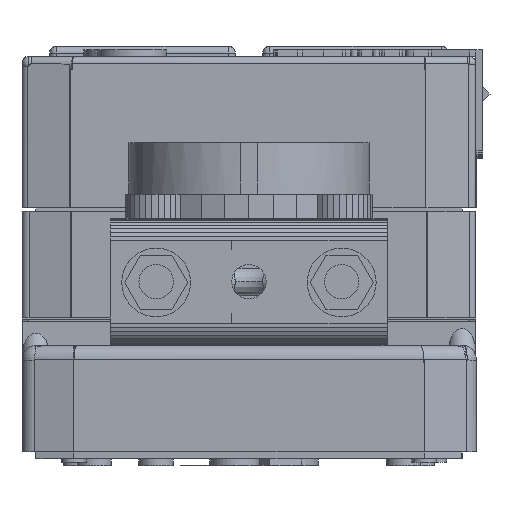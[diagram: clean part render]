
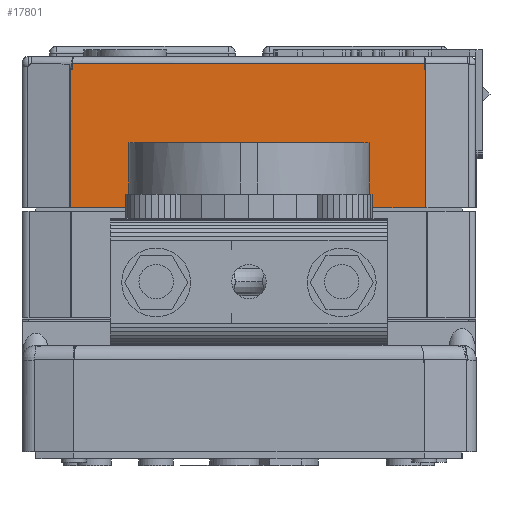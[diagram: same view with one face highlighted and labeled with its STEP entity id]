
A CAD part, left-side view. The second image highlights one B-rep face of the part: STEP entity #17801.
In plain terms, the highlighted planar face has unit normal (-1, 0, 0).
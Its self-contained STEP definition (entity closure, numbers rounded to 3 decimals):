
#6975=EDGE_CURVE('',#7085,#13641,#20254,.T.);
#7085=VERTEX_POINT('',#20373);
#7751=VERTEX_POINT('',#21122);
#8791=EDGE_CURVE('',#13641,#10295,#22262,.T.);
#9225=VERTEX_POINT('',#22733);
#9823=VERTEX_POINT('',#23380);
#10295=VERTEX_POINT('',#23901);
#10681=EDGE_CURVE('',#10295,#15229,#24326,.T.);
#11225=EDGE_CURVE('',#7751,#9225,#24920,.T.);
#11311=EDGE_CURVE('',#15331,#9823,#25013,.T.);
#12363=EDGE_CURVE('',#15229,#7751,#26176,.T.);
#13641=VERTEX_POINT('',#27582);
#14673=EDGE_CURVE('',#9225,#15331,#28711,.T.);
#15229=VERTEX_POINT('',#29319);
#15331=VERTEX_POINT('',#29428);
#17419=EDGE_CURVE('',#9823,#7085,#31722,.T.);
#17801=ADVANCED_FACE('',(#32137),#32138,.F.);
#20254=LINE('',#34988,#34989);
#20373=CARTESIAN_POINT('',(19.1,-25.618,37.5));
#21122=CARTESIAN_POINT('',(19.1,25.639,58.5));
#22262=LINE('',#37938,#37939);
#22733=CARTESIAN_POINT('',(19.1,-25.584,58.5));
#23380=CARTESIAN_POINT('',(19.1,-25.618,57.589));
#23901=CARTESIAN_POINT('',(19.1,25.997,57.647));
#24326=ELLIPSE('',#41129,4.445,1.0);
#24920=LINE('',#42206,#42207);
#25013=ELLIPSE('',#42364,4.595,1.0);
#26176=LINE('',#44354,#44355);
#27582=CARTESIAN_POINT('',(19.1,25.997,37.5));
#28711=LINE('',#48129,#48130);
#29319=CARTESIAN_POINT('',(19.1,25.639,57.603));
#29428=CARTESIAN_POINT('',(19.1,-25.584,57.586));
#31722=LINE('',#53122,#53123);
#32137=FACE_OUTER_BOUND('',#53769,.T.);
#32138=PLANE('',#53770);
#34988=CARTESIAN_POINT('',(19.1,0.11,37.5));
#34989=VECTOR('',#57643,1.0);
#37938=CARTESIAN_POINT('',(19.1,25.997,48.0));
#37939=VECTOR('',#59975,1.0);
#41129=AXIS2_PLACEMENT_3D('',#62197,#62198,#62199);
#42206=CARTESIAN_POINT('',(19.1,0.11,58.5));
#42207=VECTOR('',#62810,1.0);
#42364=AXIS2_PLACEMENT_3D('',#62906,#62907,#62908);
#44354=CARTESIAN_POINT('',(19.1,25.639,53.25));
#44355=VECTOR('',#64327,1.0);
#48129=CARTESIAN_POINT('',(19.1,-25.584,53.25));
#48130=VECTOR('',#67031,1.0);
#53122=CARTESIAN_POINT('',(19.1,-25.618,48.0));
#53123=VECTOR('',#70268,1.0);
#53769=EDGE_LOOP('',(#70660,#70661,#70662,#70663,#70664,#70665,#70666,#70667));
#53770=AXIS2_PLACEMENT_3D('',#70668,#70669,#70670);
#57643=DIRECTION('',(0.0,1.0,0.0));
#59975=DIRECTION('',(0.0,0.0,1.0));
#62197=CARTESIAN_POINT('',(19.1,23.677,58.5));
#62198=DIRECTION('',(-1.0,0.0,0.0));
#62199=DIRECTION('',(0.0,1.0,0.0));
#62810=DIRECTION('',(0.0,-1.0,0.0));
#62906=CARTESIAN_POINT('',(19.1,-23.723,58.5));
#62907=DIRECTION('',(-1.0,-0.0,0.0));
#62908=DIRECTION('',(0.0,-1.0,0.0));
#64327=DIRECTION('',(-0.0,0.0,1.0));
#67031=DIRECTION('',(0.0,0.0,-1.0));
#70268=DIRECTION('',(0.0,0.0,-1.0));
#70660=ORIENTED_EDGE('',*,*,#12363,.F.);
#70661=ORIENTED_EDGE('',*,*,#10681,.F.);
#70662=ORIENTED_EDGE('',*,*,#8791,.F.);
#70663=ORIENTED_EDGE('',*,*,#6975,.F.);
#70664=ORIENTED_EDGE('',*,*,#17419,.F.);
#70665=ORIENTED_EDGE('',*,*,#11311,.F.);
#70666=ORIENTED_EDGE('',*,*,#14673,.F.);
#70667=ORIENTED_EDGE('',*,*,#11225,.F.);
#70668=CARTESIAN_POINT('',(19.1,0.11,48.0));
#70669=DIRECTION('',(1.0,0.0,-0.0));
#70670=DIRECTION('',(0.0,0.0,1.0));
